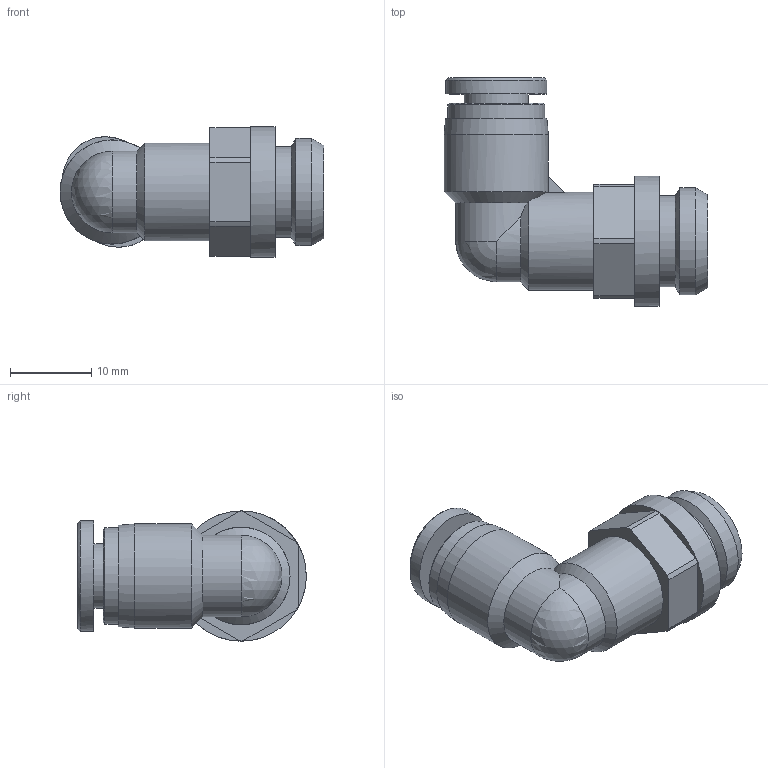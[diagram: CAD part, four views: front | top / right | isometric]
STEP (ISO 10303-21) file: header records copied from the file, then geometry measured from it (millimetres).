
FILE_DESCRIPTION((''),'2;1');
FILE_NAME('PL 1-4 G02.stp','2019-03-21T16:01:25',('Administrator'),(''),'Autodesk Inventor 2013','Autodesk Inventor 2013','');
FILE_SCHEMA(('CONFIG_CONTROL_DESIGN'));
Length unit declared in the file: millimetre
Products named in the file (4): PL 1_4-N02U; NL 1_4 BODY; SLEEVE N1_4L; PL BODY 1-4
Assembly tree (3 placements, depth 2):
  PL 1_4-N02U
    NL 1_4 BODY
    SLEEVE N1_4L
    PL BODY 1-4
Bounding box: 32.4 x 28.1 x 16 mm (x, y, z)
Volume: 5140.4 mm3; surface area: 2995.5 mm2
Topology: 3 solids, 3 shells, 51 faces, 113 edges, 71 vertices
Faces by surface type: plane 24, cylinder 17, cone 7, bspline 2, sphere 1
Full cylindrical faces by diameter (mm): 6.55 x2, 7.9 x1, 11.2 x1, 11.9 x1, 12 x1, 12.8 x1, 13.157 x1, 16 x1
Entity records: 1560 total; most frequent: CARTESIAN_POINT 355, DIRECTION 250, ORIENTED_EDGE 190, AXIS2_PLACEMENT_3D 104, EDGE_CURVE 95, EDGE_LOOP 72, VERTEX_POINT 69, FACE_OUTER_BOUND 51
